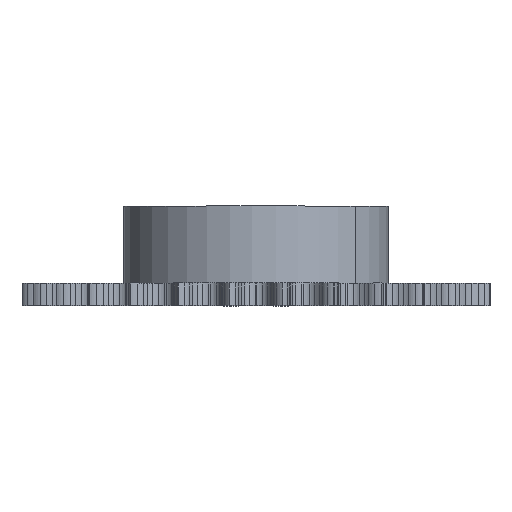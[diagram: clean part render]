
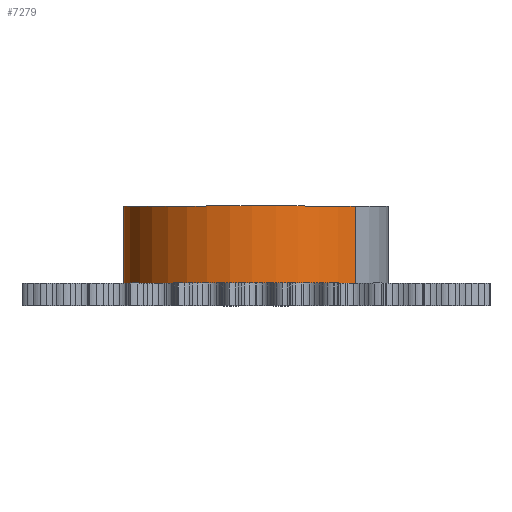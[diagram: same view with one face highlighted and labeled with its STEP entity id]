
A CAD part, top view. The second image highlights one B-rep face of the part: STEP entity #7279.
In plain terms, the highlighted cylindrical face has radius 25.4 mm (diameter 50.8 mm), a partial arc.
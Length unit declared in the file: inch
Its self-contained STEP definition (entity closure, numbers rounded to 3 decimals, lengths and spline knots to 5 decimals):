
#7238=CARTESIAN_POINT('',(0.,0.168,0.0));
#7239=DIRECTION('',(0.,1.0,0.0));
#7240=DIRECTION('',(-0.749,0.,-0.663));
#7241=AXIS2_PLACEMENT_3D('',#7238,#7239,#7240);
#7242=CYLINDRICAL_SURFACE('',#7241,1.);
#7243=CARTESIAN_POINT('',(-0.74878,0.168,-0.66282));
#7244=VERTEX_POINT('',#7243);
#7245=CARTESIAN_POINT('',(-0.74878,0.75,-0.66282));
#7246=VERTEX_POINT('',#7245);
#7247=CARTESIAN_POINT('',(-0.74878,0.168,-0.66282));
#7248=DIRECTION('',(0.0,1.0,0.0));
#7249=VECTOR('',#7248,0.582);
#7250=LINE('',#7247,#7249);
#7251=EDGE_CURVE('',#7244,#7246,#7250,.T.);
#7252=ORIENTED_EDGE('',*,*,#7251,.F.);
#7253=CARTESIAN_POINT('',(0.74878,0.168,0.66282));
#7254=VERTEX_POINT('',#7253);
#7255=CARTESIAN_POINT('',(0.,0.168,0.0));
#7256=DIRECTION('',(0.,-1.0,0.));
#7257=DIRECTION('',(-0.749,0.,-0.663));
#7258=AXIS2_PLACEMENT_3D('',#7255,#7256,#7257);
#7259=CIRCLE('',#7258,1.);
#7260=EDGE_CURVE('',#7254,#7244,#7259,.T.);
#7261=ORIENTED_EDGE('',*,*,#7260,.F.);
#7262=CARTESIAN_POINT('',(0.74878,0.75,0.66282));
#7263=VERTEX_POINT('',#7262);
#7264=CARTESIAN_POINT('',(0.74878,0.75,0.66282));
#7265=DIRECTION('',(0.0,-1.0,0.0));
#7266=VECTOR('',#7265,0.582);
#7267=LINE('',#7264,#7266);
#7268=EDGE_CURVE('',#7263,#7254,#7267,.T.);
#7269=ORIENTED_EDGE('',*,*,#7268,.F.);
#7270=CARTESIAN_POINT('',(0.,0.75,0.0));
#7271=DIRECTION('',(0.,-1.0,0.));
#7272=DIRECTION('',(-0.749,0.,-0.663));
#7273=AXIS2_PLACEMENT_3D('',#7270,#7271,#7272);
#7274=CIRCLE('',#7273,1.);
#7275=EDGE_CURVE('',#7263,#7246,#7274,.T.);
#7276=ORIENTED_EDGE('',*,*,#7275,.T.);
#7277=EDGE_LOOP('',(#7252,#7261,#7269,#7276));
#7278=FACE_OUTER_BOUND('',#7277,.T.);
#7279=ADVANCED_FACE('',(#7278),#7242,.T.);
